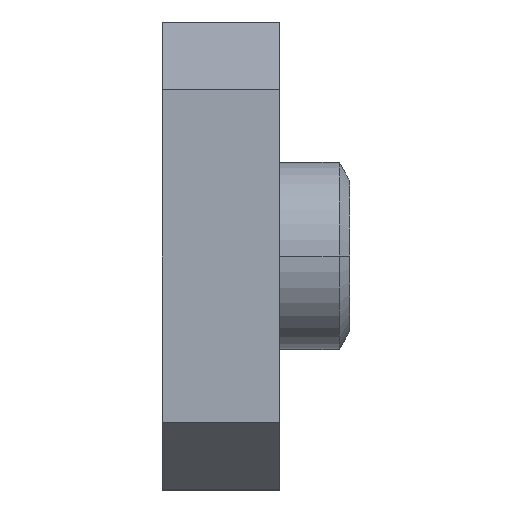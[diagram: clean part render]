
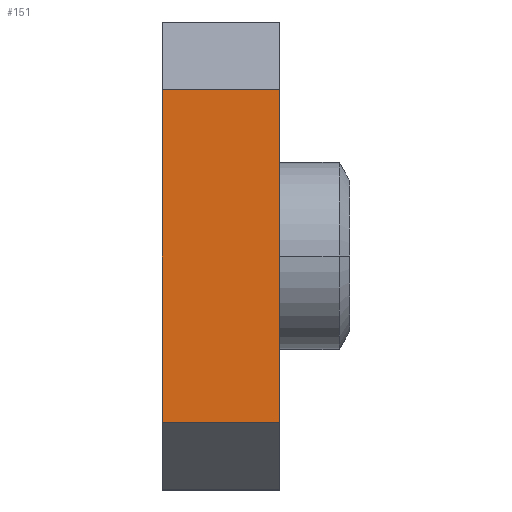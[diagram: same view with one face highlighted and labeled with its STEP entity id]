
A CAD part, left-side view. The second image highlights one B-rep face of the part: STEP entity #151.
In plain terms, the highlighted planar face has unit normal (-1, 0, 0).
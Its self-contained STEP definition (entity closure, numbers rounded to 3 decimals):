
#151=ADVANCED_FACE('',(#353),#354,.T.);
#353=FACE_OUTER_BOUND('',#607,.T.);
#354=PLANE('',#608);
#607=EDGE_LOOP('',(#983,#984,#985,#986));
#608=AXIS2_PLACEMENT_3D('',#987,#988,#989);
#983=ORIENTED_EDGE('',*,*,#1551,.T.);
#984=ORIENTED_EDGE('',*,*,#1552,.F.);
#985=ORIENTED_EDGE('',*,*,#1532,.T.);
#986=ORIENTED_EDGE('',*,*,#1549,.T.);
#987=CARTESIAN_POINT('',(-60.0,-5.0,7.113));
#988=DIRECTION('',(-1.0,0.0,0.0));
#989=DIRECTION('',(0.0,-1.0,0.0));
#1532=EDGE_CURVE('',#1840,#1838,#1841,.T.);
#1549=EDGE_CURVE('',#1838,#1862,#1864,.T.);
#1551=EDGE_CURVE('',#1862,#1866,#1867,.T.);
#1552=EDGE_CURVE('',#1840,#1866,#1868,.T.);
#1838=VERTEX_POINT('',#2240);
#1840=VERTEX_POINT('',#2243);
#1841=LINE('',#2244,#2245);
#1862=VERTEX_POINT('',#2274);
#1864=LINE('',#2277,#2278);
#1866=VERTEX_POINT('',#2280);
#1867=LINE('',#2281,#2282);
#1868=LINE('',#2283,#2284);
#2240=CARTESIAN_POINT('',(-60.0,-5.0,7.113));
#2243=CARTESIAN_POINT('',(-60.0,-5.0,-7.113));
#2244=CARTESIAN_POINT('',(-60.0,-5.0,-7.113));
#2245=VECTOR('',#2692,1.0);
#2274=CARTESIAN_POINT('',(-60.0,0.,7.113));
#2277=CARTESIAN_POINT('',(-60.0,-5.0,7.113));
#2278=VECTOR('',#2714,1.0);
#2280=CARTESIAN_POINT('',(-60.0,0.,-7.113));
#2281=CARTESIAN_POINT('',(-60.0,0.0,-7.113));
#2282=VECTOR('',#2715,1.0);
#2283=CARTESIAN_POINT('',(-60.0,-5.0,-7.113));
#2284=VECTOR('',#2716,1.0);
#2692=DIRECTION('',(0.0,0.0,1.0));
#2714=DIRECTION('',(0.0,1.0,0.0));
#2715=DIRECTION('',(0.0,-0.0,-1.0));
#2716=DIRECTION('',(0.0,1.0,0.0));
